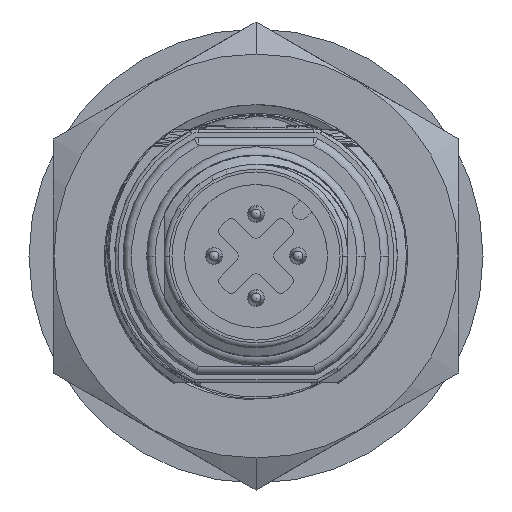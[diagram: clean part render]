
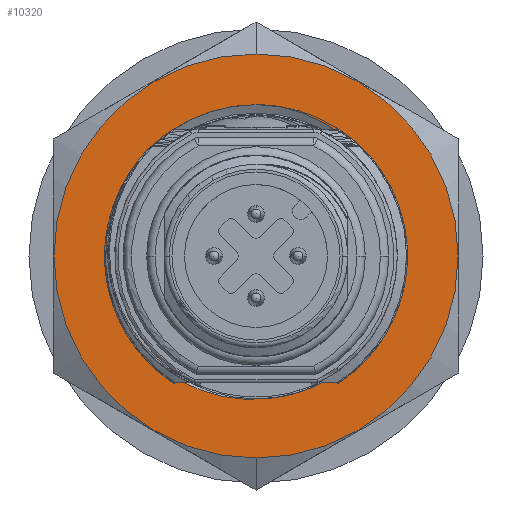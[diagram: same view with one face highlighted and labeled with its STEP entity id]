
A CAD part, front view. The second image highlights one B-rep face of the part: STEP entity #10320.
In plain terms, the highlighted planar face has unit normal (0, -1, 0).
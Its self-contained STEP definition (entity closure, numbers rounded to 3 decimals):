
#6944=FACE_BOUND('',#12586,.T.);
#6945=FACE_BOUND('',#12587,.T.);
#7140=PLANE('',#24808);
#7345=CIRCLE('',#24137,9.);
#7348=CIRCLE('',#24149,12.014);
#7640=CIRCLE('',#24801,12.014);
#7641=CIRCLE('',#24803,9.);
#7643=CIRCLE('',#24807,8.5);
#8199=LINE('',#34517,#9000);
#8224=LINE('',#36003,#9025);
#9000=VECTOR('',#25483,1.);
#9025=VECTOR('',#25508,1.);
#10320=ADVANCED_FACE('',(#6944,#6945),#7140,.T.);
#12586=EDGE_LOOP('',(#16663,#16664,#16665,#16666,#16667,#16668,#16669,#16670,
#16671,#16672,#16673,#16674,#16675));
#12587=EDGE_LOOP('',(#16676,#16677));
#16663=ORIENTED_EDGE('',*,*,#21301,.F.);
#16664=ORIENTED_EDGE('',*,*,#20356,.F.);
#16665=ORIENTED_EDGE('',*,*,#21970,.T.);
#16666=ORIENTED_EDGE('',*,*,#21971,.T.);
#16667=ORIENTED_EDGE('',*,*,#20482,.F.);
#16668=ORIENTED_EDGE('',*,*,#21203,.T.);
#16669=ORIENTED_EDGE('',*,*,#21957,.T.);
#16670=ORIENTED_EDGE('',*,*,#21946,.T.);
#16671=ORIENTED_EDGE('',*,*,#20057,.T.);
#16672=ORIENTED_EDGE('',*,*,#21961,.T.);
#16673=ORIENTED_EDGE('',*,*,#21298,.T.);
#16674=ORIENTED_EDGE('',*,*,#21303,.F.);
#16675=ORIENTED_EDGE('',*,*,#21302,.F.);
#16676=ORIENTED_EDGE('',*,*,#20086,.F.);
#16677=ORIENTED_EDGE('',*,*,#21945,.F.);
#18332=VERTEX_POINT('',#33308);
#18333=VERTEX_POINT('',#33309);
#18353=VERTEX_POINT('',#33510);
#18354=VERTEX_POINT('',#33511);
#18605=VERTEX_POINT('',#34516);
#18606=VERTEX_POINT('',#34518);
#18718=VERTEX_POINT('',#36002);
#18719=VERTEX_POINT('',#36004);
#19267=VERTEX_POINT('',#242904);
#19283=VERTEX_POINT('',#246509);
#19284=VERTEX_POINT('',#246510);
#19285=VERTEX_POINT('',#246575);
#19286=VERTEX_POINT('',#246580);
#19576=VERTEX_POINT('',#256761);
#19578=VERTEX_POINT('',#257124);
#20057=EDGE_CURVE('',#18332,#18333,#7345,.T.);
#20086=EDGE_CURVE('',#18353,#18354,#7348,.T.);
#20356=EDGE_CURVE('',#18605,#18606,#8199,.T.);
#20482=EDGE_CURVE('',#18718,#18719,#8224,.T.);
#21203=EDGE_CURVE('',#18718,#19267,#23425,.T.);
#21298=EDGE_CURVE('',#19283,#19284,#23504,.T.);
#21301=EDGE_CURVE('',#18606,#19285,#23507,.T.);
#21302=EDGE_CURVE('',#19285,#19286,#23508,.T.);
#21303=EDGE_CURVE('',#19286,#19284,#23509,.T.);
#21945=EDGE_CURVE('',#18354,#18353,#7640,.T.);
#21946=EDGE_CURVE('',#19576,#18332,#7641,.T.);
#21957=EDGE_CURVE('',#19267,#19576,#23785,.T.);
#21961=EDGE_CURVE('',#18333,#19283,#23788,.T.);
#21970=EDGE_CURVE('',#18605,#19578,#7643,.T.);
#21971=EDGE_CURVE('',#19578,#18719,#23797,.T.);
#23425=B_SPLINE_CURVE_WITH_KNOTS('',3,(#242900,#242901,#242902,#242903),
 .UNSPECIFIED.,.F.,.F.,(4,4),(0.,1.),.UNSPECIFIED.);
#23504=B_SPLINE_CURVE_WITH_KNOTS('',3,(#246505,#246506,#246507,#246508),
 .UNSPECIFIED.,.F.,.F.,(4,4),(0.,1.),.UNSPECIFIED.);
#23507=B_SPLINE_CURVE_WITH_KNOTS('',3,(#246559,#246560,#246561,#246562,
#246563,#246564,#246565,#246566,#246567,#246568,#246569,#246570,#246571,
#246572,#246573,#246574),.UNSPECIFIED.,.F.,.F.,(4,3,3,3,3,4),(0.,0.037,
0.184,0.457,0.725,1.),.UNSPECIFIED.);
#23508=B_SPLINE_CURVE_WITH_KNOTS('',3,(#246576,#246577,#246578,#246579),
 .UNSPECIFIED.,.F.,.F.,(4,4),(0.,1.),.UNSPECIFIED.);
#23509=B_SPLINE_CURVE_WITH_KNOTS('',3,(#246581,#246582,#246583,#246584),
 .UNSPECIFIED.,.F.,.F.,(4,4),(0.,1.),.UNSPECIFIED.);
#23785=B_SPLINE_CURVE_WITH_KNOTS('',3,(#256809,#256810,#256811,#256812),
 .UNSPECIFIED.,.F.,.F.,(4,4),(0.,1.),.UNSPECIFIED.);
#23788=B_SPLINE_CURVE_WITH_KNOTS('',3,(#256955,#256956,#256957,#256958),
 .UNSPECIFIED.,.F.,.F.,(4,4),(0.,1.),.UNSPECIFIED.);
#23797=B_SPLINE_CURVE_WITH_KNOTS('',3,(#257125,#257126,#257127,#257128),
 .UNSPECIFIED.,.F.,.F.,(4,4),(0.,1.),.UNSPECIFIED.);
#24137=AXIS2_PLACEMENT_3D('',#33307,#25175,#25176);
#24149=AXIS2_PLACEMENT_3D('',#33509,#25208,#25209);
#24801=AXIS2_PLACEMENT_3D('',#256758,#27018,#27019);
#24803=AXIS2_PLACEMENT_3D('',#256760,#27022,#27023);
#24807=AXIS2_PLACEMENT_3D('',#257123,#27030,#27031);
#24808=AXIS2_PLACEMENT_3D('',#257129,#27032,#27033);
#25175=DIRECTION('',(0.,1.,0.));
#25176=DIRECTION('',(0.,0.,-1.));
#25208=DIRECTION('',(0.,1.,0.));
#25209=DIRECTION('',(0.,0.,1.));
#25483=DIRECTION('',(1.,0.,0.));
#25508=DIRECTION('',(1.,0.,0.));
#27018=DIRECTION('',(0.,1.,0.));
#27019=DIRECTION('',(0.,0.,1.));
#27022=DIRECTION('',(0.,1.,0.));
#27023=DIRECTION('',(0.,0.,-1.));
#27030=DIRECTION('',(0.,1.,0.));
#27031=DIRECTION('',(1.,0.,0.));
#27032=DIRECTION('',(0.,-1.,0.));
#27033=DIRECTION('',(0.,0.,-1.));
#33307=CARTESIAN_POINT('',(3.914,-38.58,-60.));
#33308=CARTESIAN_POINT('',(3.914,-38.58,-51.));
#33309=CARTESIAN_POINT('',(5.28,-38.58,-51.104));
#33509=CARTESIAN_POINT('',(3.916,-38.58,-59.999));
#33510=CARTESIAN_POINT('',(3.916,-38.58,-47.985));
#33511=CARTESIAN_POINT('',(3.916,-38.58,-72.014));
#34516=CARTESIAN_POINT('',(7.819,-38.58,-67.55));
#34517=CARTESIAN_POINT('',(-3.136,-38.58,-67.55));
#34518=CARTESIAN_POINT('',(8.799,-38.58,-67.55));
#36002=CARTESIAN_POINT('',(-0.551,-38.58,-67.55));
#36003=CARTESIAN_POINT('',(-3.136,-38.58,-67.55));
#36004=CARTESIAN_POINT('',(-0.323,-38.58,-67.55));
#242900=CARTESIAN_POINT('',(-0.551,-38.58,-67.55));
#242901=CARTESIAN_POINT('',(-1.029,-38.58,-67.249));
#242902=CARTESIAN_POINT('',(-1.481,-38.58,-66.9));
#242903=CARTESIAN_POINT('',(-1.892,-38.58,-66.512));
#242904=CARTESIAN_POINT('',(-1.892,-38.58,-66.512));
#246505=CARTESIAN_POINT('',(11.895,-38.58,-56.496));
#246506=CARTESIAN_POINT('',(12.928,-38.58,-58.661));
#246507=CARTESIAN_POINT('',(13.02,-38.58,-61.199));
#246508=CARTESIAN_POINT('',(12.164,-38.58,-63.441));
#246509=CARTESIAN_POINT('',(11.895,-38.58,-56.496));
#246510=CARTESIAN_POINT('',(12.165,-38.58,-63.441));
#246559=CARTESIAN_POINT('',(8.799,-38.58,-67.55));
#246560=CARTESIAN_POINT('',(8.854,-38.58,-67.515));
#246561=CARTESIAN_POINT('',(8.908,-38.58,-67.48));
#246562=CARTESIAN_POINT('',(8.961,-38.58,-67.444));
#246563=CARTESIAN_POINT('',(9.176,-38.58,-67.299));
#246564=CARTESIAN_POINT('',(9.384,-38.58,-67.144));
#246565=CARTESIAN_POINT('',(9.585,-38.58,-66.981));
#246566=CARTESIAN_POINT('',(9.956,-38.58,-66.679));
#246567=CARTESIAN_POINT('',(10.303,-38.58,-66.344));
#246568=CARTESIAN_POINT('',(10.619,-38.58,-65.984));
#246569=CARTESIAN_POINT('',(10.929,-38.58,-65.632));
#246570=CARTESIAN_POINT('',(11.211,-38.58,-65.254));
#246571=CARTESIAN_POINT('',(11.459,-38.58,-64.856));
#246572=CARTESIAN_POINT('',(11.714,-38.58,-64.447));
#246573=CARTESIAN_POINT('',(11.936,-38.58,-64.015));
#246574=CARTESIAN_POINT('',(12.115,-38.58,-63.568));
#246575=CARTESIAN_POINT('',(12.115,-38.58,-63.568));
#246576=CARTESIAN_POINT('',(12.115,-38.58,-63.568));
#246577=CARTESIAN_POINT('',(12.129,-38.58,-63.535));
#246578=CARTESIAN_POINT('',(12.142,-38.58,-63.501));
#246579=CARTESIAN_POINT('',(12.155,-38.58,-63.467));
#246580=CARTESIAN_POINT('',(12.155,-38.58,-63.467));
#246581=CARTESIAN_POINT('',(12.155,-38.58,-63.467));
#246582=CARTESIAN_POINT('',(12.158,-38.58,-63.459));
#246583=CARTESIAN_POINT('',(12.162,-38.58,-63.45));
#246584=CARTESIAN_POINT('',(12.165,-38.58,-63.441));
#256758=CARTESIAN_POINT('',(3.916,-38.58,-59.999));
#256760=CARTESIAN_POINT('',(3.914,-38.58,-60.));
#256761=CARTESIAN_POINT('',(-4.967,-38.58,-58.541));
#256809=CARTESIAN_POINT('',(-1.892,-38.58,-66.512));
#256810=CARTESIAN_POINT('',(-4.194,-38.58,-64.597));
#256811=CARTESIAN_POINT('',(-5.376,-38.58,-61.508));
#256812=CARTESIAN_POINT('',(-4.967,-38.58,-58.541));
#256955=CARTESIAN_POINT('',(5.28,-38.58,-51.104));
#256956=CARTESIAN_POINT('',(8.219,-38.58,-51.663));
#256957=CARTESIAN_POINT('',(10.78,-38.58,-53.721));
#256958=CARTESIAN_POINT('',(11.895,-38.58,-56.496));
#257123=CARTESIAN_POINT('',(3.914,-38.58,-60.));
#257124=CARTESIAN_POINT('',(4.682,-38.58,-68.465));
#257125=CARTESIAN_POINT('',(4.682,-38.58,-68.465));
#257126=CARTESIAN_POINT('',(2.959,-38.58,-68.685));
#257127=CARTESIAN_POINT('',(1.22,-38.58,-68.347));
#257128=CARTESIAN_POINT('',(-0.323,-38.58,-67.55));
#257129=CARTESIAN_POINT('',(3.916,-38.58,-59.999));
